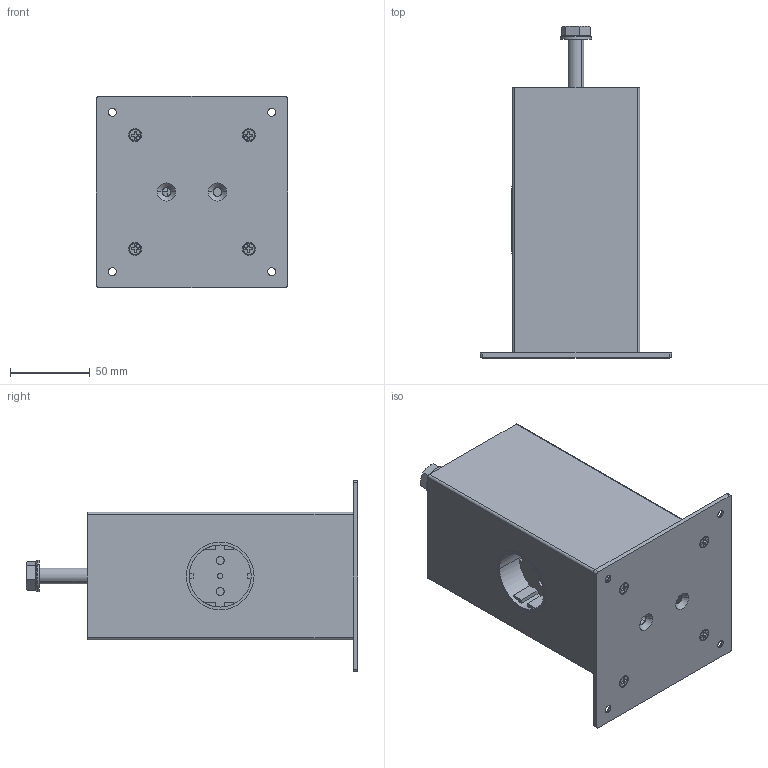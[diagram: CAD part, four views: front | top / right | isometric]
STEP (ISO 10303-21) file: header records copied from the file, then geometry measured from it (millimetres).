
FILE_DESCRIPTION(('STEP AP214'),'1');
FILE_NAME('Rhodos 2 H170.stp','2025-10-08T10:16:52',(' '),(' '),'Spatial InterOp 3D',' ',' ');
FILE_SCHEMA(('AUTOMOTIVE_DESIGN { 1 0 10303 214 1 1 1 1 }'));
Length unit declared in the file: millimetre
Products named in the file (1): Barkonsole Jumbo m. einer Steckdose|Blech f__r Steckdose kpl.#Blech f_r Steckdose kpl.|Blechschraube DIN 7049 Seko 3_5 x 16#Blechschraube DIN 7049 Seko 3_5 x 16;Blechschraube DIN 7049 Seko 3_5 x 16
Bounding box: 120 x 208.4 x 120 mm (x, y, z)
Volume: 225127.6 mm3; surface area: 216069.8 mm2
Topology: 28 solids, 28 shells, 906 faces, 2310 edges, 1468 vertices
Faces by surface type: plane 380, cylinder 304, cone 164, bspline 32, torus 26
Entity records: 198938 total; most frequent: CARTESIAN_POINT 175206, ORIENTED_EDGE 4572, DIRECTION 4248, EDGE_CURVE 2286, AXIS2_PLACEMENT_3D 1542, VERTEX_POINT 1468, LINE 1164, VECTOR 1164
